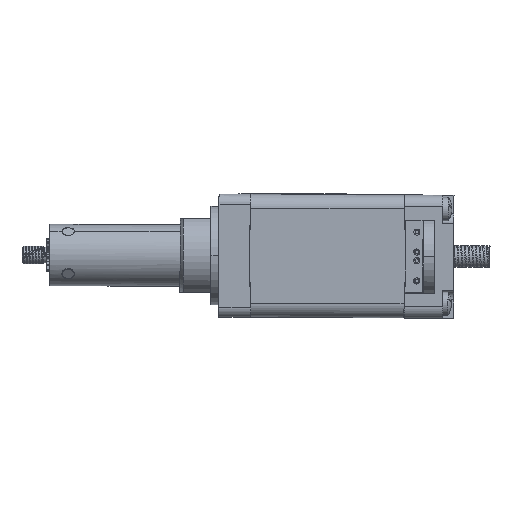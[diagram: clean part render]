
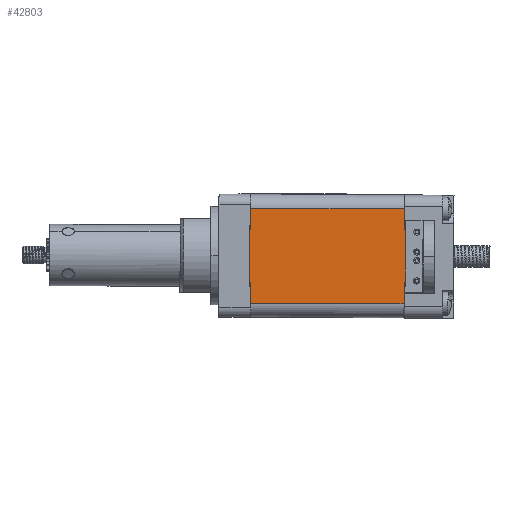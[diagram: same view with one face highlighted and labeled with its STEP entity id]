
A CAD part, front view. The second image highlights one B-rep face of the part: STEP entity #42803.
In plain terms, the highlighted face is planar.
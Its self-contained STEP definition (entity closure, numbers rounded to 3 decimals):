
#1320 = LINE ( 'NONE', #45178, #18111 ) ;
#2654 = CARTESIAN_POINT ( 'NONE',  ( 206.811, 241.078, 0.15 ) ) ;
#2827 = CARTESIAN_POINT ( 'NONE',  ( 206.811, 0., 25.3 ) ) ;
#3657 = CARTESIAN_POINT ( 'NONE',  ( 206.811, 225.678, 25.3 ) ) ;
#4203 = DIRECTION ( 'NONE',  ( 0., -1., 0. ) ) ;
#4298 = VERTEX_POINT ( 'NONE', #17167 ) ;
#4715 = LINE ( 'NONE', #3657, #5576 ) ;
#5576 = VECTOR ( 'NONE', #47836, 1000. ) ;
#6376 = CARTESIAN_POINT ( 'NONE',  ( 206.811, 237.688, 25.15 ) ) ;
#6573 = VERTEX_POINT ( 'NONE', #53804 ) ;
#6653 = DIRECTION ( 'NONE',  ( 0., 1., 0. ) ) ;
#8581 = DIRECTION ( 'NONE',  ( 0., -1., 0. ) ) ;
#8634 = EDGE_CURVE ( 'NONE', #51906, #16893, #4715, .T. ) ;
#9115 = CARTESIAN_POINT ( 'NONE',  ( 206.811, 237.688, 25.3 ) ) ;
#10269 = ORIENTED_EDGE ( 'NONE', *, *, #38880, .F. ) ;
#10432 = CARTESIAN_POINT ( 'NONE',  ( 206.811, 225.678, 25.15 ) ) ;
#12224 = EDGE_CURVE ( 'NONE', #55708, #64053, #55910, .T. ) ;
#12227 = VERTEX_POINT ( 'NONE', #6376 ) ;
#13716 = LINE ( 'NONE', #30257, #59955 ) ;
#13867 = CARTESIAN_POINT ( 'NONE',  ( 206.811, 237.688, 25.3 ) ) ;
#13960 = CARTESIAN_POINT ( 'NONE',  ( 206.811, 225.678, 0.15 ) ) ;
#14141 = EDGE_CURVE ( 'NONE', #66177, #6573, #48216, .T. ) ;
#14201 = VERTEX_POINT ( 'NONE', #39217 ) ;
#14898 = CARTESIAN_POINT ( 'NONE',  ( 206.811, 0., 0. ) ) ;
#15695 = LINE ( 'NONE', #48391, #25089 ) ;
#16893 = VERTEX_POINT ( 'NONE', #13960 ) ;
#16918 = ORIENTED_EDGE ( 'NONE', *, *, #31022, .F. ) ;
#17026 = LINE ( 'NONE', #50782, #54000 ) ;
#17167 = CARTESIAN_POINT ( 'NONE',  ( 206.811, 229.068, 0. ) ) ;
#17525 = DIRECTION ( 'NONE',  ( 0., 0., 1. ) ) ;
#18111 = VECTOR ( 'NONE', #67029, 1000. ) ;
#18681 = LINE ( 'NONE', #34493, #28028 ) ;
#19679 = CARTESIAN_POINT ( 'NONE',  ( 206.811, 237.688, 0. ) ) ;
#20924 = CARTESIAN_POINT ( 'NONE',  ( 206.811, 237.688, 0.15 ) ) ;
#21541 = ORIENTED_EDGE ( 'NONE', *, *, #45615, .T. ) ;
#22556 = CARTESIAN_POINT ( 'NONE',  ( 206.811, 229.068, 25.3 ) ) ;
#23132 = DIRECTION ( 'NONE',  ( 0., 0., -1. ) ) ;
#23406 = ORIENTED_EDGE ( 'NONE', *, *, #55133, .T. ) ;
#23685 = VECTOR ( 'NONE', #8581, 1000. ) ;
#24218 = LINE ( 'NONE', #9115, #40351 ) ;
#24959 = DIRECTION ( 'NONE',  ( 0., -1., 0. ) ) ;
#25089 = VECTOR ( 'NONE', #4203, 1000. ) ;
#26391 = ORIENTED_EDGE ( 'NONE', *, *, #64365, .T. ) ;
#27168 = ORIENTED_EDGE ( 'NONE', *, *, #14141, .F. ) ;
#28028 = VECTOR ( 'NONE', #57081, 1000. ) ;
#28030 = EDGE_CURVE ( 'NONE', #14201, #12227, #15695, .T. ) ;
#29186 = CARTESIAN_POINT ( 'NONE',  ( 206.811, 229.068, 25.3 ) ) ;
#30257 = CARTESIAN_POINT ( 'NONE',  ( 206.811, 0., 0.15 ) ) ;
#30710 = LINE ( 'NONE', #14898, #61093 ) ;
#31022 = EDGE_CURVE ( 'NONE', #64748, #4298, #17026, .T. ) ;
#32687 = ORIENTED_EDGE ( 'NONE', *, *, #35462, .F. ) ;
#32951 = EDGE_CURVE ( 'NONE', #6573, #44441, #13716, .T. ) ;
#33275 = AXIS2_PLACEMENT_3D ( 'NONE', #39333, #55799, #55089 ) ;
#34281 = FACE_OUTER_BOUND ( 'NONE', #46305, .T. ) ;
#34493 = CARTESIAN_POINT ( 'NONE',  ( 206.811, 241.078, 25.3 ) ) ;
#35462 = EDGE_CURVE ( 'NONE', #16893, #64748, #44767, .T. ) ;
#37070 = VECTOR ( 'NONE', #70072, 1000. ) ;
#38880 = EDGE_CURVE ( 'NONE', #52865, #64053, #52051, .T. ) ;
#39217 = CARTESIAN_POINT ( 'NONE',  ( 206.811, 241.078, 25.15 ) ) ;
#39308 = ORIENTED_EDGE ( 'NONE', *, *, #8634, .F. ) ;
#39333 = CARTESIAN_POINT ( 'NONE',  ( 206.811, 0., 25.3 ) ) ;
#39729 = CARTESIAN_POINT ( 'NONE',  ( 206.811, 0., 0.15 ) ) ;
#40351 = VECTOR ( 'NONE', #52932, 1000. ) ;
#40604 = EDGE_CURVE ( 'NONE', #55708, #51906, #1320, .T. ) ;
#42803 = ADVANCED_FACE ( 'NONE', ( #34281 ), #44364, .F. ) ;
#43210 = ORIENTED_EDGE ( 'NONE', *, *, #32951, .F. ) ;
#44364 = PLANE ( 'NONE',  #33275 ) ;
#44441 = VERTEX_POINT ( 'NONE', #2654 ) ;
#44767 = LINE ( 'NONE', #39729, #63671 ) ;
#45178 = CARTESIAN_POINT ( 'NONE',  ( 206.811, 0., 25.15 ) ) ;
#45615 = EDGE_CURVE ( 'NONE', #52865, #12227, #24218, .T. ) ;
#46226 = VECTOR ( 'NONE', #17525, 1000. ) ;
#46305 = EDGE_LOOP ( 'NONE', ( #58497, #66171, #10269, #21541, #53743, #26391, #43210, #27168, #23406, #16918, #32687, #39308 ) ) ;
#47836 = DIRECTION ( 'NONE',  ( 0., 0., -1. ) ) ;
#48216 = LINE ( 'NONE', #20924, #37070 ) ;
#48391 = CARTESIAN_POINT ( 'NONE',  ( 206.811, 0., 25.15 ) ) ;
#50782 = CARTESIAN_POINT ( 'NONE',  ( 206.811, 229.068, 0.15 ) ) ;
#51906 = VERTEX_POINT ( 'NONE', #10432 ) ;
#52051 = LINE ( 'NONE', #2827, #23685 ) ;
#52665 = CARTESIAN_POINT ( 'NONE',  ( 206.811, 229.068, 25.15 ) ) ;
#52865 = VERTEX_POINT ( 'NONE', #13867 ) ;
#52932 = DIRECTION ( 'NONE',  ( 0., 0., -1. ) ) ;
#53743 = ORIENTED_EDGE ( 'NONE', *, *, #28030, .F. ) ;
#53804 = CARTESIAN_POINT ( 'NONE',  ( 206.811, 237.688, 0.15 ) ) ;
#54000 = VECTOR ( 'NONE', #23132, 1000. ) ;
#55089 = DIRECTION ( 'NONE',  ( 0., 1., 0. ) ) ;
#55133 = EDGE_CURVE ( 'NONE', #66177, #4298, #30710, .T. ) ;
#55708 = VERTEX_POINT ( 'NONE', #52665 ) ;
#55799 = DIRECTION ( 'NONE',  ( 1., 0., 0. ) ) ;
#55910 = LINE ( 'NONE', #22556, #46226 ) ;
#57081 = DIRECTION ( 'NONE',  ( 0., 0., -1. ) ) ;
#57163 = DIRECTION ( 'NONE',  ( 0., 1., 0. ) ) ;
#58497 = ORIENTED_EDGE ( 'NONE', *, *, #40604, .F. ) ;
#59955 = VECTOR ( 'NONE', #57163, 1000. ) ;
#61093 = VECTOR ( 'NONE', #24959, 1000. ) ;
#63671 = VECTOR ( 'NONE', #6653, 1000. ) ;
#64053 = VERTEX_POINT ( 'NONE', #29186 ) ;
#64365 = EDGE_CURVE ( 'NONE', #14201, #44441, #18681, .T. ) ;
#64748 = VERTEX_POINT ( 'NONE', #67046 ) ;
#66171 = ORIENTED_EDGE ( 'NONE', *, *, #12224, .T. ) ;
#66177 = VERTEX_POINT ( 'NONE', #19679 ) ;
#67029 = DIRECTION ( 'NONE',  ( 0., -1., 0. ) ) ;
#67046 = CARTESIAN_POINT ( 'NONE',  ( 206.811, 229.068, 0.15 ) ) ;
#70072 = DIRECTION ( 'NONE',  ( 0., 0., 1. ) ) ;
